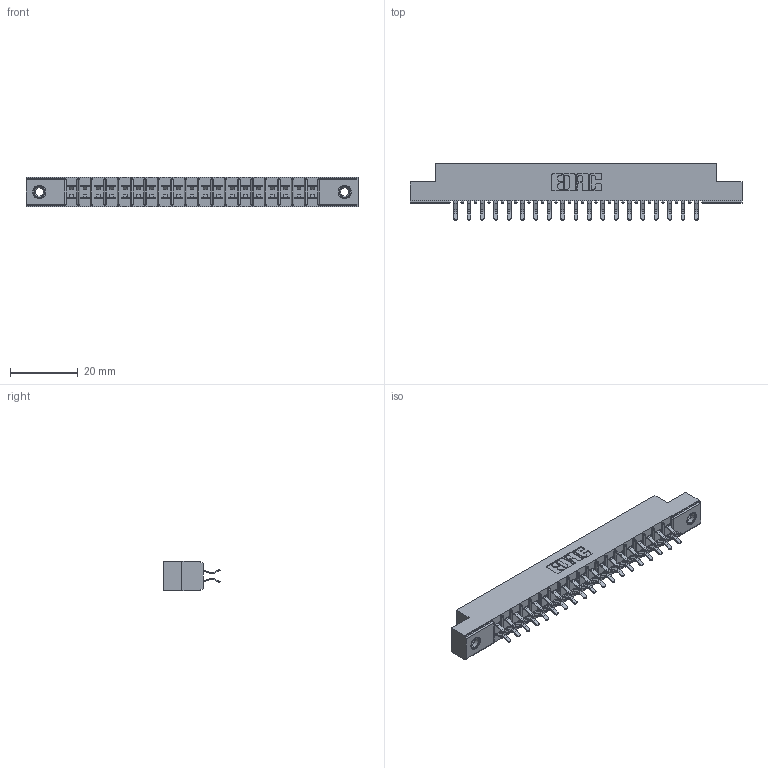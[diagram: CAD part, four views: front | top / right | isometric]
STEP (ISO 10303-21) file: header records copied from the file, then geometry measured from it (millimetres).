
FILE_DESCRIPTION (( 'STEP AP203' ), '1' );
FILE_NAME ('305-038-556-507.STEP', '2019-09-09T18:44:52', ( '' ), ( '' ), 'SwSTEP 2.0', 'SolidWorks 2016', '' );
FILE_SCHEMA (( 'CONFIG_CONTROL_DESIGN' ));
Length unit declared in the file: inch
Products named in the file (4): 305-038-556-507; 305 Part_.156 Dia; 345-250-001_345-250-005-103; 305-290-001_556
Assembly tree (41 placements, depth 2):
  305-038-556-507
    305 Part_.156 Dia
    305-290-001_556  x38
    345-250-001_345-250-005-103  x2
Bounding box: 98.3 x 16.64 x 8.71 mm (x, y, z)
Volume: 5883.1 mm3; surface area: 11584.5 mm2
Topology: 41 solids, 41 shells, 2304 faces, 6589 edges, 4282 vertices
Faces by surface type: plane 1278, cylinder 934, sphere 76, cone 12, torus 4
Entity records: 24779 total; most frequent: CARTESIAN_POINT 4086, ORIENTED_EDGE 4046, DIRECTION 3985, EDGE_CURVE 2023, LINE 1603, VECTOR 1603, VERTEX_POINT 1292, AXIS2_PLACEMENT_3D 1191
